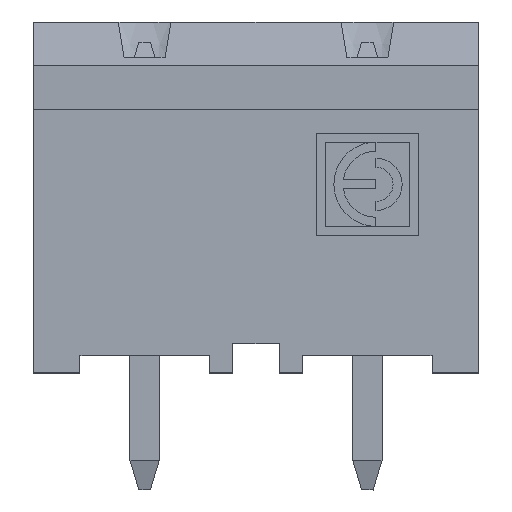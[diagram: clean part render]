
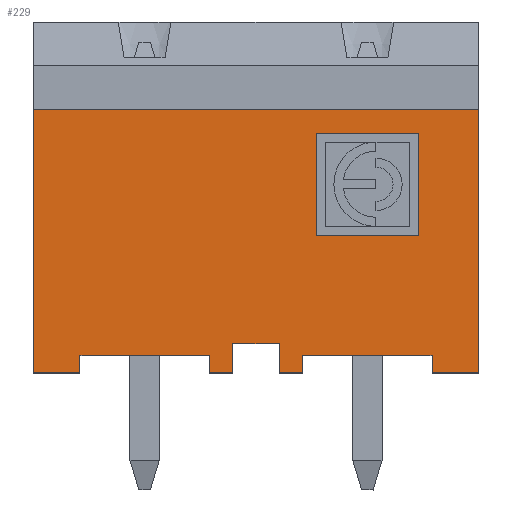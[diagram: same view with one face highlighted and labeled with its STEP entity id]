
A CAD part, top view. The second image highlights one B-rep face of the part: STEP entity #229.
In plain terms, the highlighted planar face has unit normal (0, 0, 1).
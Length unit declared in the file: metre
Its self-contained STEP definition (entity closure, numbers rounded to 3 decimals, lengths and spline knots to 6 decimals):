
#229=ADVANCED_FACE('',(#554,#555),#556,.F.);
#554=FACE_OUTER_BOUND('',#977,.T.);
#555=FACE_BOUND('',#978,.T.);
#556=PLANE('',#979);
#977=EDGE_LOOP('',(#1609,#1610,#1611,#1612,#1613,#1614,#1615,#1616,#1617,#1618,#1619,#1620,#1621,#1622,#1623,#1624));
#978=EDGE_LOOP('',(#1625,#1626,#1627,#1628));
#979=AXIS2_PLACEMENT_3D('',#1629,#1630,#1631);
#1609=ORIENTED_EDGE('',*,*,#2727,.F.);
#1610=ORIENTED_EDGE('',*,*,#2728,.T.);
#1611=ORIENTED_EDGE('',*,*,#2729,.T.);
#1612=ORIENTED_EDGE('',*,*,#2730,.F.);
#1613=ORIENTED_EDGE('',*,*,#2731,.T.);
#1614=ORIENTED_EDGE('',*,*,#2732,.T.);
#1615=ORIENTED_EDGE('',*,*,#2733,.T.);
#1616=ORIENTED_EDGE('',*,*,#2721,.F.);
#1617=ORIENTED_EDGE('',*,*,#2700,.F.);
#1618=ORIENTED_EDGE('',*,*,#2631,.F.);
#1619=ORIENTED_EDGE('',*,*,#2734,.F.);
#1620=ORIENTED_EDGE('',*,*,#2735,.F.);
#1621=ORIENTED_EDGE('',*,*,#2675,.F.);
#1622=ORIENTED_EDGE('',*,*,#2576,.T.);
#1623=ORIENTED_EDGE('',*,*,#2736,.T.);
#1624=ORIENTED_EDGE('',*,*,#2737,.T.);
#1625=ORIENTED_EDGE('',*,*,#2738,.F.);
#1626=ORIENTED_EDGE('',*,*,#2739,.F.);
#1627=ORIENTED_EDGE('',*,*,#2740,.F.);
#1628=ORIENTED_EDGE('',*,*,#2649,.F.);
#1629=CARTESIAN_POINT('',(0.01423,0.0022,0.));
#1630=DIRECTION('',(0.,0.,-1.0));
#1631=DIRECTION('',(-1.0,0.0,0.));
#2576=EDGE_CURVE('',#3100,#3097,#3101,.T.);
#2631=EDGE_CURVE('',#3197,#3192,#3199,.T.);
#2649=EDGE_CURVE('',#3227,#3229,#3230,.T.);
#2675=EDGE_CURVE('',#3100,#3271,#3272,.T.);
#2700=EDGE_CURVE('',#3192,#3312,#3313,.T.);
#2721=EDGE_CURVE('',#3312,#3341,#3345,.T.);
#2727=EDGE_CURVE('',#3352,#3353,#3354,.T.);
#2728=EDGE_CURVE('',#3352,#3355,#3356,.T.);
#2729=EDGE_CURVE('',#3355,#3357,#3358,.T.);
#2730=EDGE_CURVE('',#3359,#3357,#3360,.T.);
#2731=EDGE_CURVE('',#3359,#3361,#3362,.T.);
#2732=EDGE_CURVE('',#3361,#3363,#3364,.T.);
#2733=EDGE_CURVE('',#3363,#3341,#3365,.T.);
#2734=EDGE_CURVE('',#3366,#3197,#3367,.T.);
#2735=EDGE_CURVE('',#3271,#3366,#3368,.T.);
#2736=EDGE_CURVE('',#3097,#3369,#3370,.T.);
#2737=EDGE_CURVE('',#3369,#3353,#3371,.T.);
#2738=EDGE_CURVE('',#3372,#3227,#3373,.T.);
#2739=EDGE_CURVE('',#3374,#3372,#3375,.T.);
#2740=EDGE_CURVE('',#3229,#3374,#3376,.T.);
#3097=VERTEX_POINT('',#3836);
#3100=VERTEX_POINT('',#3840);
#3101=LINE('',#3841,#3842);
#3192=VERTEX_POINT('',#3986);
#3197=VERTEX_POINT('',#3993);
#3199=LINE('',#3996,#3997);
#3227=VERTEX_POINT('',#4039);
#3229=VERTEX_POINT('',#4042);
#3230=LINE('',#4043,#4044);
#3271=VERTEX_POINT('',#4104);
#3272=LINE('',#4105,#4106);
#3312=VERTEX_POINT('',#4164);
#3313=LINE('',#4165,#4166);
#3341=VERTEX_POINT('',#4210);
#3345=LINE('',#4216,#4217);
#3352=VERTEX_POINT('',#4227);
#3353=VERTEX_POINT('',#4228);
#3354=LINE('',#4229,#4230);
#3355=VERTEX_POINT('',#4231);
#3356=LINE('',#4232,#4233);
#3357=VERTEX_POINT('',#4234);
#3358=LINE('',#4235,#4236);
#3359=VERTEX_POINT('',#4237);
#3360=LINE('',#4238,#4239);
#3361=VERTEX_POINT('',#4240);
#3362=LINE('',#4241,#4242);
#3363=VERTEX_POINT('',#4243);
#3364=LINE('',#4244,#4245);
#3365=LINE('',#4246,#4247);
#3366=VERTEX_POINT('',#4248);
#3367=LINE('',#4249,#4250);
#3368=LINE('',#4251,#4252);
#3369=VERTEX_POINT('',#4253);
#3370=LINE('',#4254,#4255);
#3371=LINE('',#4256,#4257);
#3372=VERTEX_POINT('',#4258);
#3373=LINE('',#4259,#4260);
#3374=VERTEX_POINT('',#4261);
#3375=LINE('',#4262,#4263);
#3376=LINE('',#4264,#4265);
#3836=CARTESIAN_POINT('',(0.01524,0.0,0.0));
#3840=CARTESIAN_POINT('',(0.01364,0.,0.));
#3841=CARTESIAN_POINT('',(0.01423,0.,0.));
#3842=VECTOR('',#4801,1.0);
#3986=CARTESIAN_POINT('',(0.00842,0.,0.));
#3993=CARTESIAN_POINT('',(0.00922,0.,0.));
#3996=CARTESIAN_POINT('',(0.00842,0.,0.));
#3997=VECTOR('',#4854,1.0);
#4039=CARTESIAN_POINT('',(0.00968,0.004701,0.));
#4042=CARTESIAN_POINT('',(0.01318,0.004701,0.));
#4043=CARTESIAN_POINT('',(0.01318,0.004701,0.));
#4044=VECTOR('',#4870,1.0);
#4104=CARTESIAN_POINT('',(0.01364,0.0006,0.));
#4105=CARTESIAN_POINT('',(0.01364,0.,0.));
#4106=VECTOR('',#4890,1.0);
#4164=CARTESIAN_POINT('',(0.00842,0.001,0.));
#4165=CARTESIAN_POINT('',(0.00842,0.0006,0.));
#4166=VECTOR('',#4912,1.0);
#4210=CARTESIAN_POINT('',(0.00682,0.001,0.));
#4216=CARTESIAN_POINT('',(0.01423,0.001,0.));
#4217=VECTOR('',#4931,1.0);
#4227=CARTESIAN_POINT('',(0.0,0.0,0.));
#4228=CARTESIAN_POINT('',(0.,0.009,0.));
#4229=CARTESIAN_POINT('',(0.,0.0022,0.));
#4230=VECTOR('',#4935,1.0);
#4231=CARTESIAN_POINT('',(0.0016,0.,0.));
#4232=CARTESIAN_POINT('',(0.0016,0.,0.));
#4233=VECTOR('',#4936,1.0);
#4234=CARTESIAN_POINT('',(0.0016,0.0006,0.));
#4235=CARTESIAN_POINT('',(0.0016,0.,0.));
#4236=VECTOR('',#4937,1.0);
#4237=CARTESIAN_POINT('',(0.00602,0.0006,0.));
#4238=CARTESIAN_POINT('',(0.00661,0.0006,0.));
#4239=VECTOR('',#4938,1.0);
#4240=CARTESIAN_POINT('',(0.00602,0.,0.));
#4241=CARTESIAN_POINT('',(0.00602,0.,0.));
#4242=VECTOR('',#4939,1.0);
#4243=CARTESIAN_POINT('',(0.00682,0.,0.));
#4244=CARTESIAN_POINT('',(0.00682,0.,0.));
#4245=VECTOR('',#4940,1.0);
#4246=CARTESIAN_POINT('',(0.00682,0.0006,0.));
#4247=VECTOR('',#4941,1.0);
#4248=CARTESIAN_POINT('',(0.00922,0.0006,0.));
#4249=CARTESIAN_POINT('',(0.00922,0.,0.));
#4250=VECTOR('',#4942,1.0);
#4251=CARTESIAN_POINT('',(0.01423,0.0006,0.));
#4252=VECTOR('',#4943,1.0);
#4253=CARTESIAN_POINT('',(0.01524,0.009,0.));
#4254=CARTESIAN_POINT('',(0.01524,0.0022,0.));
#4255=VECTOR('',#4944,1.0);
#4256=CARTESIAN_POINT('',(0.01423,0.009,0.));
#4257=VECTOR('',#4945,1.0);
#4258=CARTESIAN_POINT('',(0.00968,0.0082,0.));
#4259=CARTESIAN_POINT('',(0.00968,0.004701,0.));
#4260=VECTOR('',#4946,1.0);
#4261=CARTESIAN_POINT('',(0.01318,0.0082,0.));
#4262=CARTESIAN_POINT('',(0.00968,0.0082,0.));
#4263=VECTOR('',#4947,1.0);
#4264=CARTESIAN_POINT('',(0.01318,0.0082,0.));
#4265=VECTOR('',#4948,1.0);
#4801=DIRECTION('',(1.,0.,0.));
#4854=DIRECTION('',(-1.,0.,0.));
#4870=DIRECTION('',(1.0,0.,0.));
#4890=DIRECTION('',(0.,1.,0.));
#4912=DIRECTION('',(0.,1.,0.));
#4931=DIRECTION('',(-1.,0.,0.));
#4935=DIRECTION('',(0.,1.,0.));
#4936=DIRECTION('',(1.,0.,0.));
#4937=DIRECTION('',(0.,1.,0.));
#4938=DIRECTION('',(-1.,0.,0.));
#4939=DIRECTION('',(0.,-1.,0.));
#4940=DIRECTION('',(1.,0.,0.));
#4941=DIRECTION('',(0.,1.,0.));
#4942=DIRECTION('',(0.,-1.,0.));
#4943=DIRECTION('',(-1.,0.,0.));
#4944=DIRECTION('',(0.,1.,0.));
#4945=DIRECTION('',(-1.,0.,0.));
#4946=DIRECTION('',(0.,-1.0,0.));
#4947=DIRECTION('',(-1.0,0.,0.));
#4948=DIRECTION('',(0.,1.0,0.));
